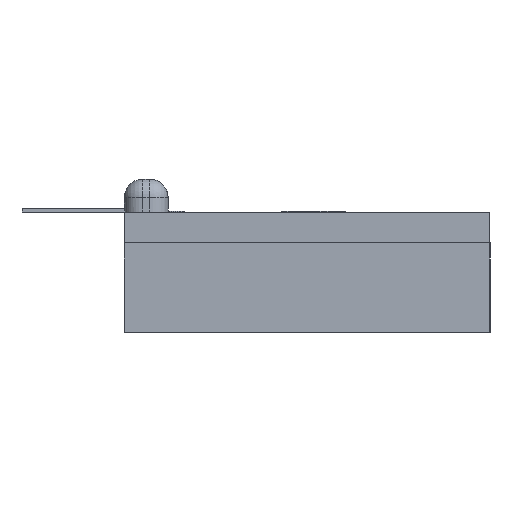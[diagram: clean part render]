
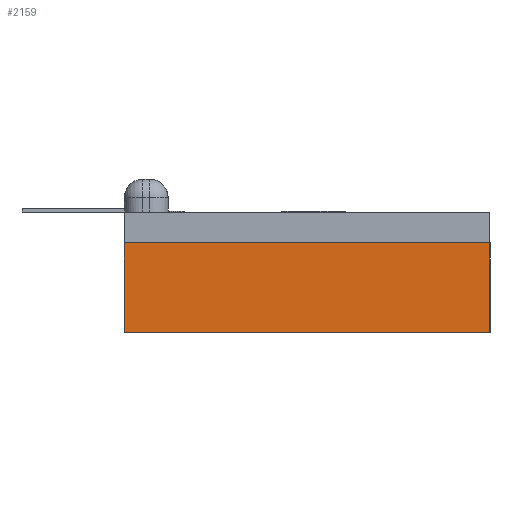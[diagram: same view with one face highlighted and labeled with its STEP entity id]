
A CAD part, left-side view. The second image highlights one B-rep face of the part: STEP entity #2159.
In plain terms, the highlighted planar face has unit normal (-1, 0, 0).
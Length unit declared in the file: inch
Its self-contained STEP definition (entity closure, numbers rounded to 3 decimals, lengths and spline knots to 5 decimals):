
#10 = CARTESIAN_POINT ( 'NONE',  ( -0.55, -0.25, -0.002 ) ) ;
#101 = CARTESIAN_POINT ( 'NONE',  ( -0.55, -0.25, -1.4983 ) ) ;
#115 = VERTEX_POINT ( 'NONE', #3513 ) ;
#130 = CARTESIAN_POINT ( 'NONE',  ( -0.55, 0.25, -1.4983 ) ) ;
#153 = EDGE_LOOP ( 'NONE', ( #1405, #2616, #2045, #2851 ) ) ;
#159 = DIRECTION ( 'NONE',  ( 0., 0., 1. ) ) ;
#488 = LINE ( 'NONE', #101, #2863 ) ;
#545 = DIRECTION ( 'NONE',  ( 0., 0., 1. ) ) ;
#585 = DIRECTION ( 'NONE',  ( 0., 1., 0. ) ) ;
#899 = EDGE_CURVE ( 'NONE', #1047, #2221, #1446, .T. ) ;
#978 = EDGE_CURVE ( 'NONE', #115, #3449, #488, .T. ) ;
#1047 = VERTEX_POINT ( 'NONE', #1079 ) ;
#1079 = CARTESIAN_POINT ( 'NONE',  ( -0.55, 0.25, -0.125 ) ) ;
#1405 = ORIENTED_EDGE ( 'NONE', *, *, #1767, .F. ) ;
#1446 = LINE ( 'NONE', #130, #1775 ) ;
#1481 = AXIS2_PLACEMENT_3D ( 'NONE', #2791, #4599, #2473 ) ;
#1567 = LINE ( 'NONE', #2413, #3041 ) ;
#1588 = DIRECTION ( 'NONE',  ( 0., 1., 0. ) ) ;
#1767 = EDGE_CURVE ( 'NONE', #115, #1047, #1850, .T. ) ;
#1775 = VECTOR ( 'NONE', #159, 39.37008 ) ;
#1850 = LINE ( 'NONE', #2332, #2559 ) ;
#2022 = CARTESIAN_POINT ( 'NONE',  ( -0.55, 0.25, -0.002 ) ) ;
#2045 = ORIENTED_EDGE ( 'NONE', *, *, #2470, .T. ) ;
#2159 = ADVANCED_FACE ( 'NONE', ( #5507 ), #4979, .F. ) ;
#2221 = VERTEX_POINT ( 'NONE', #2022 ) ;
#2332 = CARTESIAN_POINT ( 'NONE',  ( -0.55, 0.25, -0.125 ) ) ;
#2413 = CARTESIAN_POINT ( 'NONE',  ( -0.55, 0.25, -0.002 ) ) ;
#2470 = EDGE_CURVE ( 'NONE', #3449, #2221, #1567, .T. ) ;
#2473 = DIRECTION ( 'NONE',  ( 0., 0., -1. ) ) ;
#2559 = VECTOR ( 'NONE', #585, 39.37008 ) ;
#2616 = ORIENTED_EDGE ( 'NONE', *, *, #978, .T. ) ;
#2791 = CARTESIAN_POINT ( 'NONE',  ( -0.55, 0.25, -1.4983 ) ) ;
#2851 = ORIENTED_EDGE ( 'NONE', *, *, #899, .F. ) ;
#2863 = VECTOR ( 'NONE', #545, 39.37008 ) ;
#3041 = VECTOR ( 'NONE', #1588, 39.37008 ) ;
#3449 = VERTEX_POINT ( 'NONE', #10 ) ;
#3513 = CARTESIAN_POINT ( 'NONE',  ( -0.55, -0.25, -0.125 ) ) ;
#4599 = DIRECTION ( 'NONE',  ( 1., 0., 0. ) ) ;
#4979 = PLANE ( 'NONE',  #1481 ) ;
#5507 = FACE_OUTER_BOUND ( 'NONE', #153, .T. ) ;
